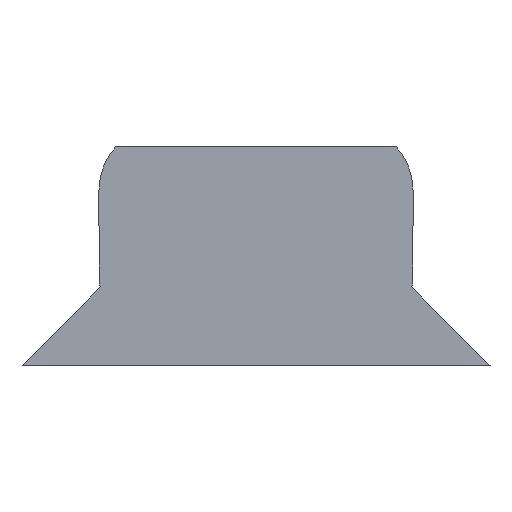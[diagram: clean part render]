
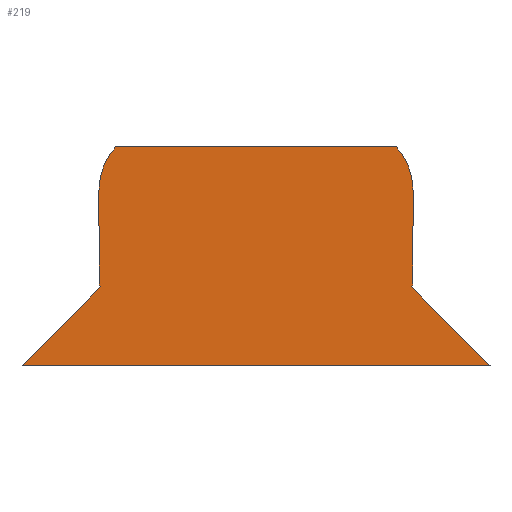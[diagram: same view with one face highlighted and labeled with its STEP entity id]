
A CAD part, left-side view. The second image highlights one B-rep face of the part: STEP entity #219.
In plain terms, the highlighted planar face has unit normal (-1, 0, 0).
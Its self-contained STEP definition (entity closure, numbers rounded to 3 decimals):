
#25=FACE_OUTER_BOUND('',#37,.T.);
#37=EDGE_LOOP('',(#175,#176,#177,#178,#179,#180,#181,#182,#183,#184));
#50=LINE('',#349,#72);
#53=LINE('',#354,#75);
#56=LINE('',#362,#78);
#58=LINE('',#372,#80);
#59=LINE('',#375,#81);
#60=LINE('',#376,#82);
#72=VECTOR('',#280,10.);
#75=VECTOR('',#285,10.);
#78=VECTOR('',#294,10.);
#80=VECTOR('',#304,10.);
#81=VECTOR('',#307,10.);
#82=VECTOR('',#308,10.);
#91=CIRCLE('',#247,0.2);
#92=CIRCLE('',#250,1.3);
#93=CIRCLE('',#252,1.3);
#94=CIRCLE('',#253,0.2);
#105=VERTEX_POINT('',#346);
#106=VERTEX_POINT('',#348);
#107=VERTEX_POINT('',#352);
#108=VERTEX_POINT('',#356);
#109=VERTEX_POINT('',#360);
#110=VERTEX_POINT('',#364);
#111=VERTEX_POINT('',#368);
#112=VERTEX_POINT('',#369);
#113=VERTEX_POINT('',#371);
#114=VERTEX_POINT('',#373);
#126=EDGE_CURVE('',#105,#106,#50,.T.);
#129=EDGE_CURVE('',#107,#105,#53,.T.);
#131=EDGE_CURVE('',#108,#107,#91,.T.);
#133=EDGE_CURVE('',#109,#108,#56,.T.);
#135=EDGE_CURVE('',#110,#109,#92,.T.);
#136=EDGE_CURVE('',#111,#112,#93,.T.);
#137=EDGE_CURVE('',#113,#111,#58,.T.);
#138=EDGE_CURVE('',#114,#113,#94,.T.);
#139=EDGE_CURVE('',#106,#114,#59,.T.);
#140=EDGE_CURVE('',#112,#110,#60,.T.);
#175=ORIENTED_EDGE('',*,*,#136,.F.);
#176=ORIENTED_EDGE('',*,*,#137,.F.);
#177=ORIENTED_EDGE('',*,*,#138,.F.);
#178=ORIENTED_EDGE('',*,*,#139,.F.);
#179=ORIENTED_EDGE('',*,*,#126,.F.);
#180=ORIENTED_EDGE('',*,*,#129,.F.);
#181=ORIENTED_EDGE('',*,*,#131,.F.);
#182=ORIENTED_EDGE('',*,*,#133,.F.);
#183=ORIENTED_EDGE('',*,*,#135,.F.);
#184=ORIENTED_EDGE('',*,*,#140,.F.);
#209=PLANE('',#251);
#219=ADVANCED_FACE('',(#25),#209,.T.);
#247=AXIS2_PLACEMENT_3D('',#358,#289,#290);
#250=AXIS2_PLACEMENT_3D('',#366,#298,#299);
#251=AXIS2_PLACEMENT_3D('',#367,#300,#301);
#252=AXIS2_PLACEMENT_3D('',#370,#302,#303);
#253=AXIS2_PLACEMENT_3D('',#374,#305,#306);
#280=DIRECTION('',(0.,1.,0.));
#285=DIRECTION('',(0.,-0.707,-0.707));
#289=DIRECTION('center_axis',(1.,0.,0.));
#290=DIRECTION('ref_axis',(0.,-0.832,-0.555));
#294=DIRECTION('',(0.,0.002,-1.));
#298=DIRECTION('center_axis',(1.,0.,0.));
#299=DIRECTION('ref_axis',(0.,-0.787,0.617));
#300=DIRECTION('center_axis',(-1.,0.,0.));
#301=DIRECTION('ref_axis',(0.,0.,-1.));
#302=DIRECTION('center_axis',(1.,0.,0.));
#303=DIRECTION('ref_axis',(0.,0.787,0.617));
#304=DIRECTION('',(0.,0.002,1.));
#305=DIRECTION('center_axis',(1.,0.,0.));
#306=DIRECTION('ref_axis',(0.,0.832,-0.555));
#307=DIRECTION('',(0.,-0.707,0.707));
#308=DIRECTION('',(0.,-1.,0.));
#346=CARTESIAN_POINT('',(284.75,-4.55,21.25));
#348=CARTESIAN_POINT('',(284.75,4.55,21.25));
#349=CARTESIAN_POINT('',(284.75,-2.725,21.25));
#352=CARTESIAN_POINT('',(284.75,-3.027,22.773));
#354=CARTESIAN_POINT('',(284.75,-0.975,24.825));
#356=CARTESIAN_POINT('',(284.75,-3.05,22.866));
#358=CARTESIAN_POINT('Origin',(284.75,-2.85,22.867));
#360=CARTESIAN_POINT('',(284.75,-3.054,24.633));
#362=CARTESIAN_POINT('',(284.75,-3.072,31.908));
#364=CARTESIAN_POINT('',(284.75,-2.726,25.5));
#366=CARTESIAN_POINT('Origin',(284.75,-1.754,24.637));
#367=CARTESIAN_POINT('Origin',(284.75,-10.,41.));
#368=CARTESIAN_POINT('',(284.75,3.054,24.633));
#369=CARTESIAN_POINT('',(284.75,2.726,25.5));
#370=CARTESIAN_POINT('Origin',(284.75,1.754,24.637));
#371=CARTESIAN_POINT('',(284.75,3.05,22.866));
#372=CARTESIAN_POINT('',(284.75,3.075,33.234));
#373=CARTESIAN_POINT('',(284.75,3.027,22.773));
#374=CARTESIAN_POINT('Origin',(284.75,2.85,22.867));
#375=CARTESIAN_POINT('',(284.75,-4.8,30.6));
#376=CARTESIAN_POINT('',(284.75,-6.503,25.5));
